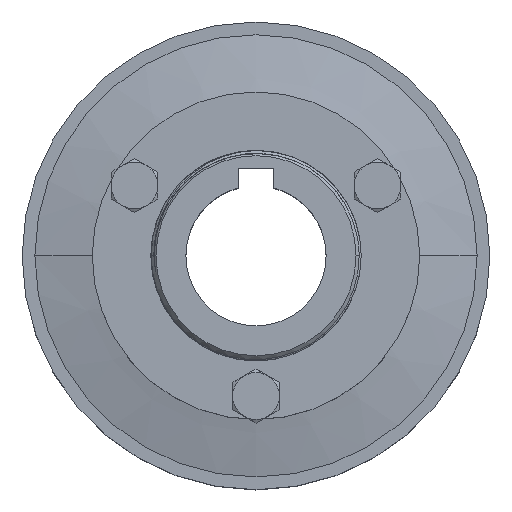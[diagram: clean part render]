
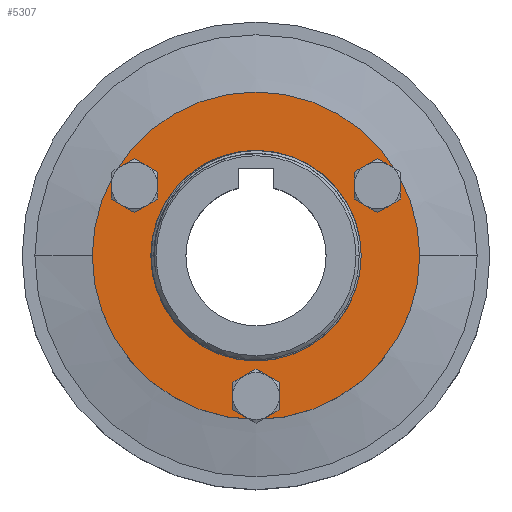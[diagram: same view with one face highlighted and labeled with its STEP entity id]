
A CAD part, top view. The second image highlights one B-rep face of the part: STEP entity #5307.
In plain terms, the highlighted planar face has unit normal (0, 0, 1).
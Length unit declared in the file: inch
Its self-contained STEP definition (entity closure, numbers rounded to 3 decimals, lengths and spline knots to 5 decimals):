
#62 = CARTESIAN_POINT ( 'NONE',  ( 0., 0., -0.05556 ) ) ;
#63 = DIRECTION ( 'NONE',  ( 0., 0., 1. ) ) ;
#64 = DIRECTION ( 'NONE',  ( 1., 0., 0. ) ) ;
#81 = CARTESIAN_POINT ( 'NONE',  ( 0., 0., -0.05556 ) ) ;
#82 = DIRECTION ( 'NONE',  ( 0., 0., 1. ) ) ;
#83 = DIRECTION ( 'NONE',  ( 1., 0., 0. ) ) ;
#84 = CARTESIAN_POINT ( 'NONE',  ( 0., 0., -0.05556 ) ) ;
#88 = DIRECTION ( 'NONE',  ( 0., 0., 1. ) ) ;
#90 = DIRECTION ( 'NONE',  ( 1., 0., 0. ) ) ;
#237 = VERTEX_POINT ( 'NONE', #383 ) ;
#277 = VERTEX_POINT ( 'NONE', #5064 ) ;
#383 = CARTESIAN_POINT ( 'NONE',  ( -1.125, 0., -0.05556 ) ) ;
#422 = VERTEX_POINT ( 'NONE', #4772 ) ;
#593 = VERTEX_POINT ( 'NONE', #5251 ) ;
#939 = DIRECTION ( 'NONE',  ( 1., 0., 0. ) ) ;
#940 = DIRECTION ( 'NONE',  ( 0., 0., 1. ) ) ;
#942 = CARTESIAN_POINT ( 'NONE',  ( 0., 0., -0.05556 ) ) ;
#2183 = FACE_BOUND ( 'NONE', #7486, .T. ) ;
#2185 = FACE_OUTER_BOUND ( 'NONE', #7488, .T. ) ;
#4772 = CARTESIAN_POINT ( 'NONE',  ( 1.125, 0., -0.05556 ) ) ;
#5064 = CARTESIAN_POINT ( 'NONE',  ( -1.75, 0., -0.05556 ) ) ;
#5251 = CARTESIAN_POINT ( 'NONE',  ( 1.75, 0., -0.05556 ) ) ;
#5307 = ADVANCED_FACE ( 'NONE', ( #2185, #2183 ), #7081, .T. ) ;
#6080 = DIRECTION ( 'NONE',  ( 1., 0., 0. ) ) ;
#6084 = DIRECTION ( 'NONE',  ( 0., 0., 1. ) ) ;
#6145 = CARTESIAN_POINT ( 'NONE',  ( 0., 1.75, -0.05556 ) ) ;
#7081 = PLANE ( 'NONE',  #8676 ) ;
#7134 = EDGE_CURVE ( 'NONE', #422, #237, #10456, .T. ) ;
#7142 = EDGE_CURVE ( 'NONE', #237, #422, #10443, .T. ) ;
#7144 = EDGE_CURVE ( 'NONE', #593, #277, #10440, .T. ) ;
#7486 = EDGE_LOOP ( 'NONE', ( #7913, #8161 ) ) ;
#7488 = EDGE_LOOP ( 'NONE', ( #7920, #8157 ) ) ;
#7913 = ORIENTED_EDGE ( 'NONE', *, *, #7134, .F. ) ;
#7920 = ORIENTED_EDGE ( 'NONE', *, *, #7144, .T. ) ;
#8157 = ORIENTED_EDGE ( 'NONE', *, *, #8223, .T. ) ;
#8161 = ORIENTED_EDGE ( 'NONE', *, *, #7142, .F. ) ;
#8223 = EDGE_CURVE ( 'NONE', #277, #593, #10391, .T. ) ;
#8449 = AXIS2_PLACEMENT_3D ( 'NONE', #942, #940, #939 ) ;
#8518 = AXIS2_PLACEMENT_3D ( 'NONE', #81, #82, #83 ) ;
#8524 = AXIS2_PLACEMENT_3D ( 'NONE', #84, #88, #90 ) ;
#8676 = AXIS2_PLACEMENT_3D ( 'NONE', #6145, #6084, #6080 ) ;
#8758 = AXIS2_PLACEMENT_3D ( 'NONE', #62, #63, #64 ) ;
#10391 = CIRCLE ( 'NONE', #8449, 1.75 ) ;
#10440 = CIRCLE ( 'NONE', #8524, 1.75 ) ;
#10443 = CIRCLE ( 'NONE', #8518, 1.125 ) ;
#10456 = CIRCLE ( 'NONE', #8758, 1.125 ) ;
